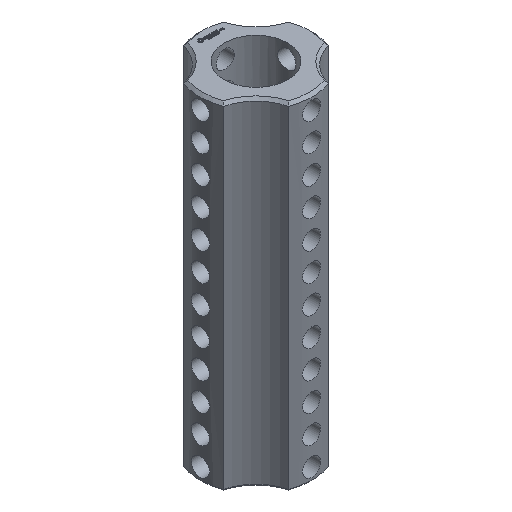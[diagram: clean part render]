
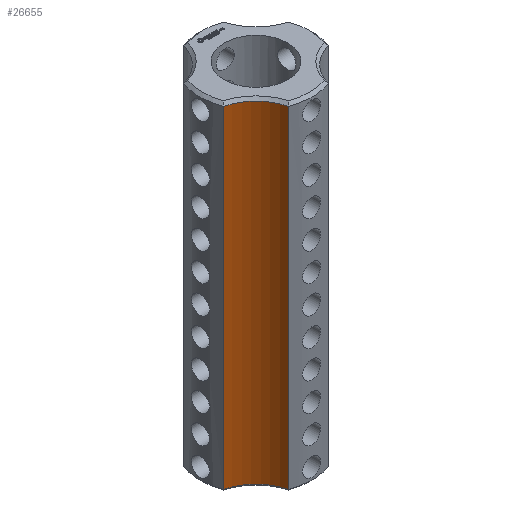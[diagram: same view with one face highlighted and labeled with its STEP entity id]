
A CAD part, isometric view. The second image highlights one B-rep face of the part: STEP entity #26655.
In plain terms, the highlighted cylindrical face has radius 5 mm (diameter 10 mm), a partial arc.
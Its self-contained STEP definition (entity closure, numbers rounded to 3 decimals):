
#2721 = CYLINDRICAL_SURFACE('',#2722,6.25);
#2722 = AXIS2_PLACEMENT_3D('',#2723,#2724,#2725);
#2723 = CARTESIAN_POINT('',(0.,0.,0.));
#2724 = DIRECTION('',(-0.,-0.,-1.));
#2725 = DIRECTION('',(1.,0.,0.));
#6282 = EDGE_CURVE('',#6283,#6285,#6287,.T.);
#6283 = VERTEX_POINT('',#6284);
#6284 = CARTESIAN_POINT('',(-2.225,-5.841,0.3));
#6285 = VERTEX_POINT('',#6286);
#6286 = CARTESIAN_POINT('',(-2.225,-5.841,37.2));
#6287 = SURFACE_CURVE('',#6288,(#6292,#6299),.PCURVE_S1.);
#6288 = LINE('',#6289,#6290);
#6289 = CARTESIAN_POINT('',(-2.225,-5.841,0.));
#6290 = VECTOR('',#6291,1.);
#6291 = DIRECTION('',(0.,0.,1.));
#6292 = PCURVE('',#2721,#6293);
#6293 = DEFINITIONAL_REPRESENTATION('',(#6294),#6298);
#6294 = LINE('',#6295,#6296);
#6295 = CARTESIAN_POINT('',(-4.348,0.));
#6296 = VECTOR('',#6297,1.);
#6297 = DIRECTION('',(-0.,-1.));
#6298 = ( GEOMETRIC_REPRESENTATION_CONTEXT(2) 
PARAMETRIC_REPRESENTATION_CONTEXT() REPRESENTATION_CONTEXT('2D SPACE',''
  ) );
#6299 = PCURVE('',#6300,#6305);
#6300 = CYLINDRICAL_SURFACE('',#6301,5.);
#6301 = AXIS2_PLACEMENT_3D('',#6302,#6303,#6304);
#6302 = CARTESIAN_POINT('',(-7.071,-7.071,0.));
#6303 = DIRECTION('',(-0.,-0.,-1.));
#6304 = DIRECTION('',(1.,0.,0.));
#6305 = DEFINITIONAL_REPRESENTATION('',(#6306),#6310);
#6306 = LINE('',#6307,#6308);
#6307 = CARTESIAN_POINT('',(-0.249,0.));
#6308 = VECTOR('',#6309,1.);
#6309 = DIRECTION('',(-0.,-1.));
#6310 = ( GEOMETRIC_REPRESENTATION_CONTEXT(2) 
PARAMETRIC_REPRESENTATION_CONTEXT() REPRESENTATION_CONTEXT('2D SPACE',''
  ) );
#8387 = CONICAL_SURFACE('',#8388,5.,0.785);
#8388 = AXIS2_PLACEMENT_3D('',#8389,#8390,#8391);
#8389 = CARTESIAN_POINT('',(-7.071,-7.071,0.3));
#8390 = DIRECTION('',(-0.,-0.,-1.));
#8391 = DIRECTION('',(0.969,0.246,0.));
#8589 = CONICAL_SURFACE('',#8590,5.,0.785);
#8590 = AXIS2_PLACEMENT_3D('',#8591,#8592,#8593);
#8591 = CARTESIAN_POINT('',(-7.071,-7.071,37.2));
#8592 = DIRECTION('',(0.,0.,1.));
#8593 = DIRECTION('',(0.969,0.246,0.));
#26655 = ADVANCED_FACE('',(#26656),#6300,.F.);
#26656 = FACE_BOUND('',#26657,.T.);
#26657 = EDGE_LOOP('',(#26658,#26659,#26683,#26711));
#26658 = ORIENTED_EDGE('',*,*,#6282,.T.);
#26659 = ORIENTED_EDGE('',*,*,#26660,.T.);
#26660 = EDGE_CURVE('',#6285,#26661,#26663,.T.);
#26661 = VERTEX_POINT('',#26662);
#26662 = CARTESIAN_POINT('',(-5.841,-2.225,37.2));
#26663 = SURFACE_CURVE('',#26664,(#26669,#26676),.PCURVE_S1.);
#26664 = CIRCLE('',#26665,5.);
#26665 = AXIS2_PLACEMENT_3D('',#26666,#26667,#26668);
#26666 = CARTESIAN_POINT('',(-7.071,-7.071,37.2));
#26667 = DIRECTION('',(0.,-0.,1.));
#26668 = DIRECTION('',(0.969,0.246,0.));
#26669 = PCURVE('',#6300,#26670);
#26670 = DEFINITIONAL_REPRESENTATION('',(#26671),#26675);
#26671 = LINE('',#26672,#26673);
#26672 = CARTESIAN_POINT('',(-0.249,-37.2));
#26673 = VECTOR('',#26674,1.);
#26674 = DIRECTION('',(-1.,0.));
#26675 = ( GEOMETRIC_REPRESENTATION_CONTEXT(2) 
PARAMETRIC_REPRESENTATION_CONTEXT() REPRESENTATION_CONTEXT('2D SPACE',''
  ) );
#26676 = PCURVE('',#8589,#26677);
#26677 = DEFINITIONAL_REPRESENTATION('',(#26678),#26682);
#26678 = LINE('',#26679,#26680);
#26679 = CARTESIAN_POINT('',(0.,0.));
#26680 = VECTOR('',#26681,1.);
#26681 = DIRECTION('',(1.,0.));
#26682 = ( GEOMETRIC_REPRESENTATION_CONTEXT(2) 
PARAMETRIC_REPRESENTATION_CONTEXT() REPRESENTATION_CONTEXT('2D SPACE',''
  ) );
#26683 = ORIENTED_EDGE('',*,*,#26684,.F.);
#26684 = EDGE_CURVE('',#26685,#26661,#26687,.T.);
#26685 = VERTEX_POINT('',#26686);
#26686 = CARTESIAN_POINT('',(-5.841,-2.225,0.3));
#26687 = SURFACE_CURVE('',#26688,(#26692,#26699),.PCURVE_S1.);
#26688 = LINE('',#26689,#26690);
#26689 = CARTESIAN_POINT('',(-5.841,-2.225,0.));
#26690 = VECTOR('',#26691,1.);
#26691 = DIRECTION('',(0.,0.,1.));
#26692 = PCURVE('',#6300,#26693);
#26693 = DEFINITIONAL_REPRESENTATION('',(#26694),#26698);
#26694 = LINE('',#26695,#26696);
#26695 = CARTESIAN_POINT('',(-1.322,0.));
#26696 = VECTOR('',#26697,1.);
#26697 = DIRECTION('',(-0.,-1.));
#26698 = ( GEOMETRIC_REPRESENTATION_CONTEXT(2) 
PARAMETRIC_REPRESENTATION_CONTEXT() REPRESENTATION_CONTEXT('2D SPACE',''
  ) );
#26699 = PCURVE('',#26700,#26705);
#26700 = CYLINDRICAL_SURFACE('',#26701,6.25);
#26701 = AXIS2_PLACEMENT_3D('',#26702,#26703,#26704);
#26702 = CARTESIAN_POINT('',(0.,0.,0.));
#26703 = DIRECTION('',(-0.,-0.,-1.));
#26704 = DIRECTION('',(1.,0.,0.));
#26705 = DEFINITIONAL_REPRESENTATION('',(#26706),#26710);
#26706 = LINE('',#26707,#26708);
#26707 = CARTESIAN_POINT('',(-3.506,0.));
#26708 = VECTOR('',#26709,1.);
#26709 = DIRECTION('',(-0.,-1.));
#26710 = ( GEOMETRIC_REPRESENTATION_CONTEXT(2) 
PARAMETRIC_REPRESENTATION_CONTEXT() REPRESENTATION_CONTEXT('2D SPACE',''
  ) );
#26711 = ORIENTED_EDGE('',*,*,#26712,.F.);
#26712 = EDGE_CURVE('',#6283,#26685,#26713,.T.);
#26713 = SURFACE_CURVE('',#26714,(#26719,#26726),.PCURVE_S1.);
#26714 = CIRCLE('',#26715,5.);
#26715 = AXIS2_PLACEMENT_3D('',#26716,#26717,#26718);
#26716 = CARTESIAN_POINT('',(-7.071,-7.071,0.3));
#26717 = DIRECTION('',(0.,-0.,1.));
#26718 = DIRECTION('',(0.969,0.246,0.));
#26719 = PCURVE('',#6300,#26720);
#26720 = DEFINITIONAL_REPRESENTATION('',(#26721),#26725);
#26721 = LINE('',#26722,#26723);
#26722 = CARTESIAN_POINT('',(-0.249,-0.3));
#26723 = VECTOR('',#26724,1.);
#26724 = DIRECTION('',(-1.,0.));
#26725 = ( GEOMETRIC_REPRESENTATION_CONTEXT(2) 
PARAMETRIC_REPRESENTATION_CONTEXT() REPRESENTATION_CONTEXT('2D SPACE',''
  ) );
#26726 = PCURVE('',#8387,#26727);
#26727 = DEFINITIONAL_REPRESENTATION('',(#26728),#26732);
#26728 = LINE('',#26729,#26730);
#26729 = CARTESIAN_POINT('',(-0.,0.));
#26730 = VECTOR('',#26731,1.);
#26731 = DIRECTION('',(-1.,0.));
#26732 = ( GEOMETRIC_REPRESENTATION_CONTEXT(2) 
PARAMETRIC_REPRESENTATION_CONTEXT() REPRESENTATION_CONTEXT('2D SPACE',''
  ) );
